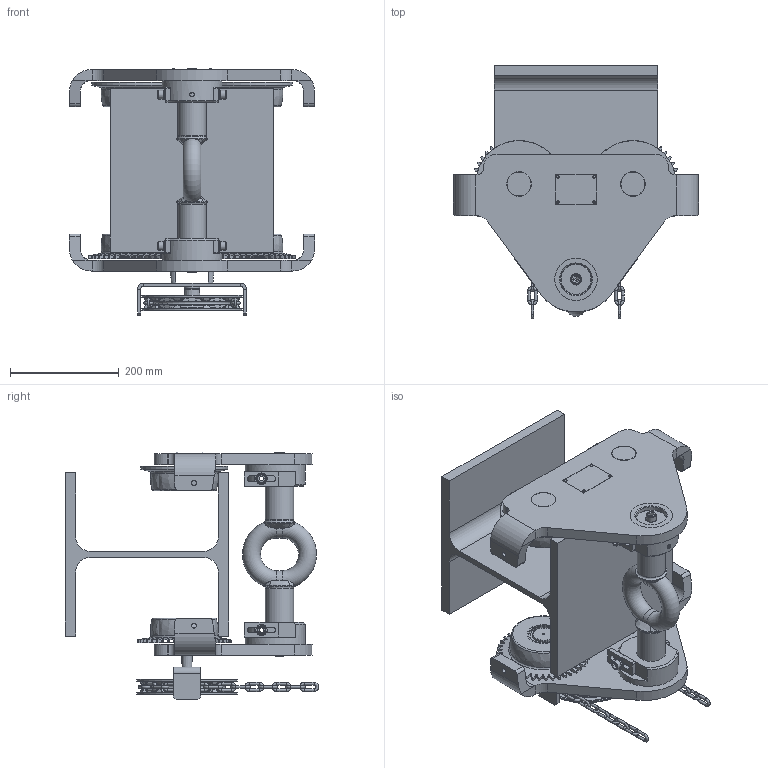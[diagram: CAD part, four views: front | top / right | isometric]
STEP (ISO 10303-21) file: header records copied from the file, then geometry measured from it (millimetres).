
FILE_DESCRIPTION (( 'STEP AP214' ), '1' );
FILE_NAME ('05348314.STEP', '2018-02-21T14:08:16', ( '' ), ( '' ), 'SwSTEP 2.0', 'SolidWorks 2015', '' );
FILE_SCHEMA (( 'AUTOMOTIVE_DESIGN' ));
Length unit declared in the file: millimetre
Products named in the file (1): 05348314
Bounding box: 450 x 465.55 x 454.5 mm (x, y, z)
Surface area: 1467040.4 mm2 (no closed solid volume)
Topology: 0 solids, 103 shells, 1058 faces, 4121 edges, 2991 vertices
Faces by surface type: cylinder 524, plane 271, cone 94, torus 90, bspline 71, sphere 8
Full cylindrical faces by diameter (mm): 5 x57, 6 x1, 8.5 x1, 9 x4, 10 x4, 16 x5, 18 x2, 20 x2, 21 x4, 28 x1, 30 x5, 40 x4, 45 x4, 52 x2, 56 x6, 57 x2, 58 x8, 61 x4, 110 x2, 160 x2, 184 x1
Entity records: 62397 total; most frequent: CARTESIAN_POINT 19018, DIRECTION 6433, ORIENTED_EDGE 5870, EDGE_CURVE 3826, VERTEX_POINT 2951, AXIS2_PLACEMENT_3D 2644, CIRCLE 1656, EDGE_LOOP 1431
